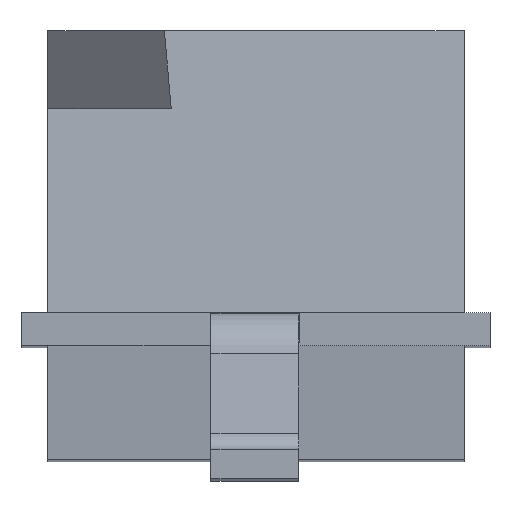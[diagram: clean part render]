
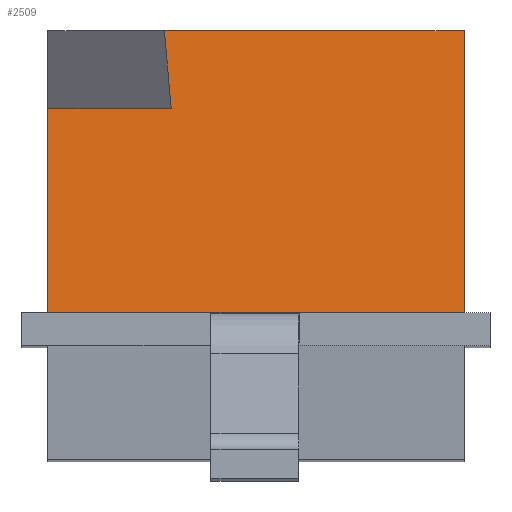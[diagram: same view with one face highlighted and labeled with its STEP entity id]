
A CAD part, top view. The second image highlights one B-rep face of the part: STEP entity #2509.
In plain terms, the highlighted planar face has unit normal (0, 0.087, 0.996).
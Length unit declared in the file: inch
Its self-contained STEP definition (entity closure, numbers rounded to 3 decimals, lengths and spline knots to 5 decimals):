
#38=DIRECTION('',(1.,0.,0.));
#39=VECTOR('',#38,0.06051);
#40=CARTESIAN_POINT('',(0.02875,0.,0.11201));
#41=LINE('',#40,#39);
#298=DIRECTION('',(0.,0.996,-0.087));
#299=VECTOR('',#298,0.05722);
#300=CARTESIAN_POINT('',(0.08925,-0.057,0.117));
#301=LINE('',#300,#299);
#322=DIRECTION('',(0.,0.996,-0.087));
#323=VECTOR('',#322,0.04141);
#324=CARTESIAN_POINT('',(0.00524,-0.057,0.117));
#325=LINE('',#324,#323);
#334=DIRECTION('',(-1.,0.,0.));
#335=VECTOR('',#334,0.02489);
#336=CARTESIAN_POINT('',(0.03012,-0.01575,
0.11339));
#337=LINE('',#336,#335);
#338=DIRECTION('',(0.087,-0.992,0.087));
#339=VECTOR('',#338,0.01587);
#340=CARTESIAN_POINT('',(0.02875,0.,0.11201));
#341=LINE('',#340,#339);
#354=DIRECTION('',(-1.,0.,0.));
#355=VECTOR('',#354,0.08402);
#356=CARTESIAN_POINT('',(0.08925,-0.057,0.117));
#357=LINE('',#356,#355);
#1759=CARTESIAN_POINT('',(0.08925,-0.057,0.117));
#1761=VERTEX_POINT('',#1759);
#1762=CARTESIAN_POINT('',(0.00524,-0.057,0.117));
#1764=VERTEX_POINT('',#1762);
#1766=CARTESIAN_POINT('',(0.08925,0.,0.11201));
#1767=VERTEX_POINT('',#1766);
#1798=CARTESIAN_POINT('',(0.03012,-0.01575,
0.11339));
#1799=CARTESIAN_POINT('',(0.00524,-0.01575,
0.11339));
#1800=VERTEX_POINT('',#1798);
#1801=VERTEX_POINT('',#1799);
#1806=CARTESIAN_POINT('',(0.02875,0.,0.11201));
#1807=VERTEX_POINT('',#1806);
#2495=CARTESIAN_POINT('',(0.13193,-0.057,0.117));
#2496=DIRECTION('',(0.,-0.087,-0.996));
#2497=DIRECTION('',(-1.,0.,0.));
#2498=AXIS2_PLACEMENT_3D('',#2495,#2496,#2497);
#2499=PLANE('',#2498);
#2500=ORIENTED_EDGE('',*,*,#2488,.F.);
#2501=ORIENTED_EDGE('',*,*,#2478,.F.);
#2502=ORIENTED_EDGE('',*,*,#2253,.T.);
#2503=ORIENTED_EDGE('',*,*,#2404,.F.);
#2505=ORIENTED_EDGE('',*,*,#2504,.T.);
#2506=ORIENTED_EDGE('',*,*,#2461,.T.);
#2507=EDGE_LOOP('',(#2500,#2501,#2502,#2503,#2505,#2506));
#2508=FACE_OUTER_BOUND('',#2507,.F.);
#2509=ADVANCED_FACE('',(#2508),#2499,.F.);
#2253=EDGE_CURVE('',#1807,#1767,#41,.T.);
#2404=EDGE_CURVE('',#1761,#1767,#301,.T.);
#2461=EDGE_CURVE('',#1764,#1801,#325,.T.);
#2478=EDGE_CURVE('',#1807,#1800,#341,.T.);
#2488=EDGE_CURVE('',#1800,#1801,#337,.T.);
#2504=EDGE_CURVE('',#1761,#1764,#357,.T.);
